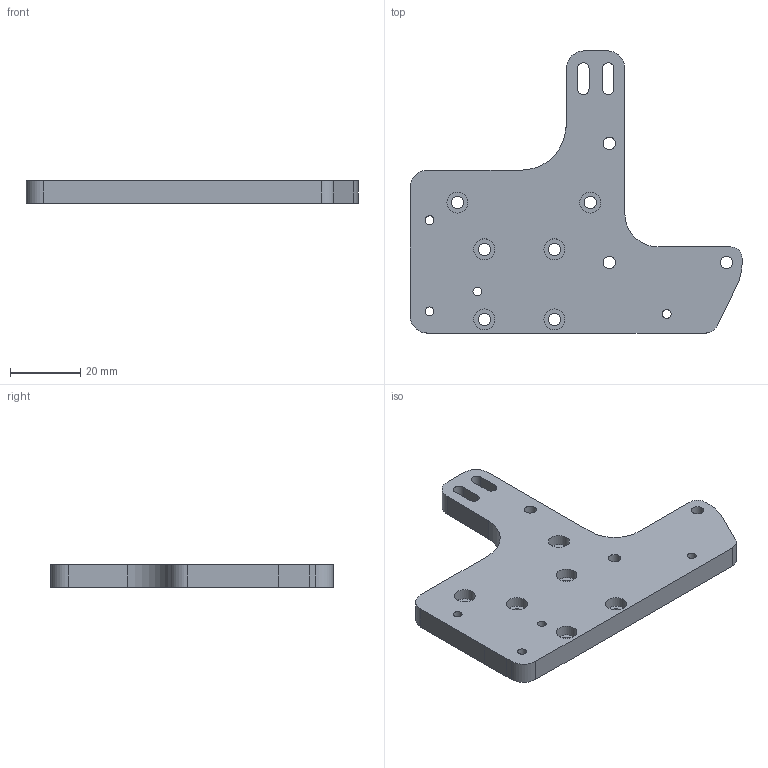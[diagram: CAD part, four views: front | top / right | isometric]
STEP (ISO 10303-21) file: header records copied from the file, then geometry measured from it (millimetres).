
FILE_DESCRIPTION(/* description */ (''),/* implementation_level */ '2;1');
FILE_NAME(/* name */ 'HEMERA MOUNT PLATE v2.step',/* time_stamp */ '2022-12-17T14:04:59-05:00',/* author */ (''),/* organization */ (''),/* preprocessor_version */ 'ST-DEVELOPER v19.2',/* originating_system */ 'Autodesk Translation Framework v11.17.0.187',/* authorisation */ '');
FILE_SCHEMA (('AUTOMOTIVE_DESIGN { 1 0 10303 214 3 1 1 }'));
Length unit declared in the file: millimetre
Products named in the file (1): HEMERA MOUNT PLATE
Bounding box: 94.82 x 80.6 x 6.35 mm (x, y, z)
Volume: 25187.2 mm3; surface area: 11482.4 mm2
Topology: 1 solids, 1 shells, 62 faces, 153 edges, 102 vertices
Faces by surface type: cylinder 35, plane 27
Full cylindrical faces by diameter (mm): 2.54 x4, 3.5 x2, 3.505 x7, 5.969 x5, 6 x4
Entity records: 1967 total; most frequent: DIRECTION 349, CARTESIAN_POINT 318, ORIENTED_EDGE 306, EDGE_CURVE 153, AXIS2_PLACEMENT_3D 133, VERTEX_POINT 102, EDGE_LOOP 101, LINE 83
